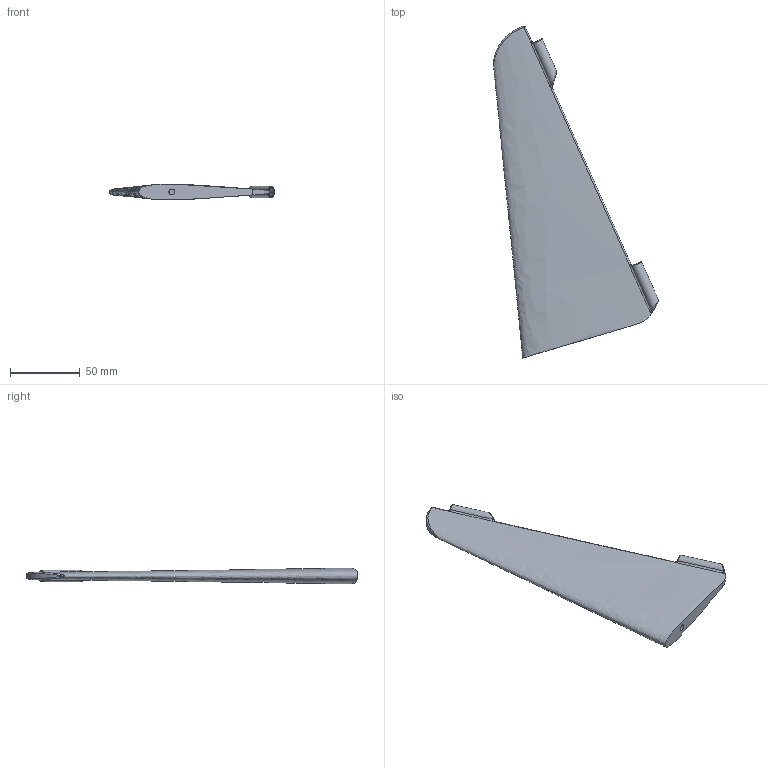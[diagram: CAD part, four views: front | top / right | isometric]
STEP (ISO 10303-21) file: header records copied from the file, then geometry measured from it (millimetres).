
FILE_DESCRIPTION (( 'STEP AP214' ), '1' );
FILE_NAME ('EXPLORA_VTOL_VERTICAL_STABILIZER_DOWN.STEP', '2022-10-24T09:08:26', ( '' ), ( '' ), 'SwSTEP 2.0', 'SolidWorks 2021', '' );
FILE_SCHEMA (( 'AUTOMOTIVE_DESIGN' ));
Length unit declared in the file: millimetre
Products named in the file (1): EXPLORA_VTOL_VERTICAL_STABILIZER_DOWN
Bounding box: 118.52 x 238.04 x 11.28 mm (x, y, z)
Volume: 94401.9 mm3; surface area: 32986 mm2
Topology: 1 solids, 1 shells, 67 faces, 172 edges, 102 vertices
Faces by surface type: bspline 40, cylinder 14, plane 8, torus 5
Entity records: 4392 total; most frequent: CARTESIAN_POINT 3100, ORIENTED_EDGE 336, EDGE_CURVE 168, DIRECTION 168, VERTEX_POINT 102, B_SPLINE_CURVE_WITH_KNOTS 93, AXIS2_PLACEMENT_3D 78, EDGE_LOOP 70
